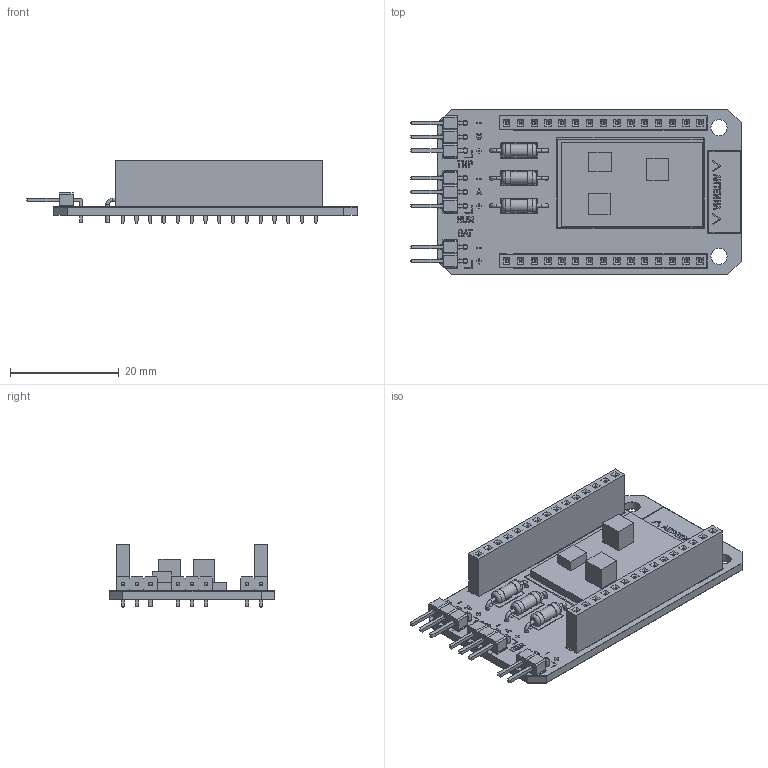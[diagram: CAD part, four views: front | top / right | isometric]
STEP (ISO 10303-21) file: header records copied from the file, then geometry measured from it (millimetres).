
FILE_DESCRIPTION(('KiCad electronic assembly'),'2;1');
FILE_NAME('compact-schematic.step','2025-11-16T01:01:18',('Pcbnew'),( 'Kicad'),'Open CASCADE STEP processor 7.8','KiCad to STEP converter' ,'Unknown');
FILE_SCHEMA(('AUTOMOTIVE_DESIGN { 1 0 10303 214 1 1 1 1 }'));
Length unit declared in the file: millimetre
Products named in the file (9): compact-schematic 1; PinHeader_1x03_P2.54mm_Horizontal; BuckBoost3.3V_0.85A; PinHeader_1x02_P2.54mm_Horizontal; PinSocket_1x15_P2.54mm_Vertical; R_Axial_DIN0207_L6.3mm_D2.5mm_P10.16mm_Horizontal; compact-schematic_silkscreen; compact-schematic_soldermask; compact-schematic_PCB
Assembly tree (12 placements, depth 2):
  compact-schematic 1
    PinHeader_1x03_P2.54mm_Horizontal  x2
    BuckBoost3.3V_0.85A
    PinHeader_1x02_P2.54mm_Horizontal
    PinSocket_1x15_P2.54mm_Vertical  x2
    R_Axial_DIN0207_L6.3mm_D2.5mm_P10.16mm_Horizontal  x3
    compact-schematic_silkscreen
    compact-schematic_soldermask
    compact-schematic_PCB
Bounding box: 60.84 x 30.48 x 11.6 mm (x, y, z)
Volume: 5054.4 mm3; surface area: 11569.1 mm2
Topology: 10 solids, 145 shells, 1295 faces, 5447 edges, 4398 vertices
Faces by surface type: plane 1204, cylinder 79, torus 12
Full cylindrical faces by diameter (mm): 0.6 x12, 0.8 x6, 1 x42, 2.25 x3, 2.5 x6, 3 x2
Entity records: 48615 total; most frequent: CARTESIAN_POINT 8491, DIRECTION 6506, ORIENTED_EDGE 5782, EDGE_CURVE 4142, VERTEX_POINT 3560, LINE 3356, VECTOR 3356, AXIS2_PLACEMENT_3D 1575
